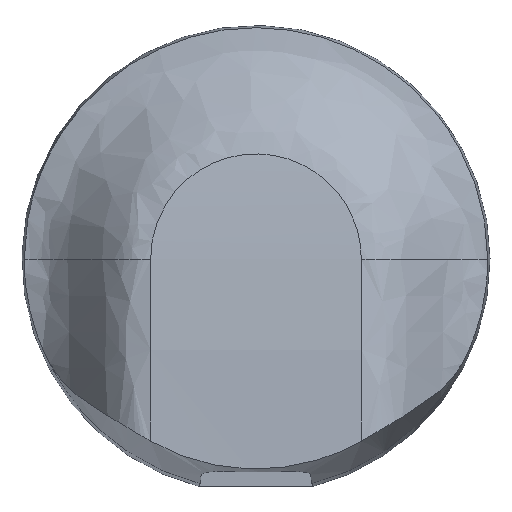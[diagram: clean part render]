
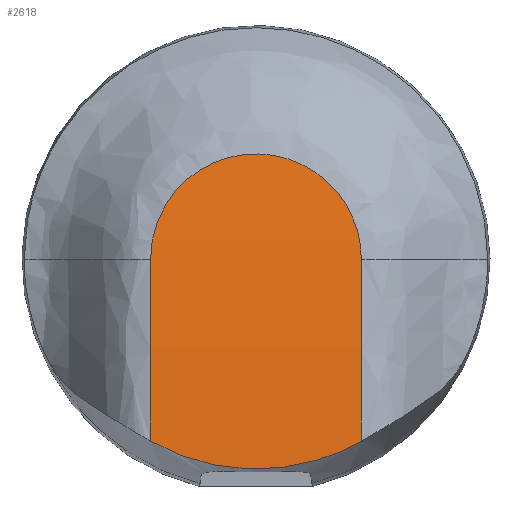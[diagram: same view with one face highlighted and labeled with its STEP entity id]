
A CAD part, top view. The second image highlights one B-rep face of the part: STEP entity #2618.
In plain terms, the highlighted free-form (B-spline) face has degree [2, 1] with [3, 2] control points.
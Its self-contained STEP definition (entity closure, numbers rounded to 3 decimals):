
#2286=CARTESIAN_POINT('Vertex',(-12.,0.,19.193)) ;
#2290=CARTESIAN_POINT('Control Point',(-12.,0.,19.193)) ;
#2291=CARTESIAN_POINT('Control Point',(-12.,1.703,18.894)) ;
#2292=CARTESIAN_POINT('Control Point',(-11.698,3.403,18.575)) ;
#2293=CARTESIAN_POINT('Control Point',(-11.097,5.029,18.249)) ;
#2294=CARTESIAN_POINT('Control Point',(-9.355,7.984,17.626)) ;
#2295=CARTESIAN_POINT('Control Point',(-6.693,10.176,17.124)) ;
#2296=CARTESIAN_POINT('Control Point',(-5.186,11.024,16.923)) ;
#2297=CARTESIAN_POINT('Control Point',(-1.941,12.144,16.653)) ;
#2298=CARTESIAN_POINT('Control Point',(1.501,12.087,16.666)) ;
#2299=CARTESIAN_POINT('Control Point',(3.187,11.754,16.748)) ;
#2300=CARTESIAN_POINT('Control Point',(7.132,10.217,17.118)) ;
#2301=CARTESIAN_POINT('Control Point',(10.113,7.159,17.809)) ;
#2302=CARTESIAN_POINT('Control Point',(11.368,4.92,18.287)) ;
#2303=CARTESIAN_POINT('Control Point',(12.,2.464,18.76)) ;
#2304=CARTESIAN_POINT('Control Point',(12.,0.,19.193)) ;
#2305=CARTESIAN_POINT('Vertex',(12.,0.,19.193)) ;
#2362=CARTESIAN_POINT('Control Point',(12.,-20.709,21.697)) ;
#2363=CARTESIAN_POINT('Control Point',(12.,-13.752,21.23)) ;
#2364=CARTESIAN_POINT('Control Point',(12.,-6.84,20.396)) ;
#2365=CARTESIAN_POINT('Control Point',(12.,0.,19.193)) ;
#2366=CARTESIAN_POINT('Vertex',(12.,-20.709,21.697)) ;
#2456=CARTESIAN_POINT('Control Point',(-12.,-20.709,21.697)) ;
#2457=CARTESIAN_POINT('Control Point',(-7.64,-23.198,21.864)) ;
#2458=CARTESIAN_POINT('Control Point',(-2.642,-24.564,21.914)) ;
#2459=CARTESIAN_POINT('Control Point',(2.621,-24.569,21.914)) ;
#2460=CARTESIAN_POINT('Control Point',(7.632,-23.203,21.864)) ;
#2461=CARTESIAN_POINT('Control Point',(12.,-20.709,21.697)) ;
#2462=CARTESIAN_POINT('Vertex',(-12.,-20.709,21.697)) ;
#2523=CARTESIAN_POINT('Control Point',(-12.,-20.709,21.697)) ;
#2524=CARTESIAN_POINT('Control Point',(-12.,-13.752,21.23)) ;
#2525=CARTESIAN_POINT('Control Point',(-12.,-6.84,20.396)) ;
#2526=CARTESIAN_POINT('Control Point',(-12.,0.,19.193)) ;
#2606=CARTESIAN_POINT('Control Point',(-28.,32.398,10.551)) ;
#2607=CARTESIAN_POINT('Control Point',(28.,32.398,10.551)) ;
#2608=CARTESIAN_POINT('Control Point',(-28.,3.839,20.854)) ;
#2609=CARTESIAN_POINT('Control Point',(28.,3.839,20.854)) ;
#2610=CARTESIAN_POINT('Control Point',(-28.,-26.5,22.)) ;
#2611=CARTESIAN_POINT('Control Point',(28.,-26.5,22.)) ;
#2613=ORIENTED_EDGE('',*,*,#2368,.T.) ;
#2614=ORIENTED_EDGE('',*,*,#2307,.T.) ;
#2615=ORIENTED_EDGE('',*,*,#2527,.F.) ;
#2616=ORIENTED_EDGE('',*,*,#2464,.F.) ;
#2618=ADVANCED_FACE('0043B49.1\\enjoliveur sortie de cable',(#2617),#2605,.T.) ;
#2289=B_SPLINE_CURVE_WITH_KNOTS('',5,(#2290,#2291,#2292,#2293,#2294,#2295,#2296,#2297,#2298,#2299,#2300,#2301,#2302,#2303,#2304),.UNSPECIFIED.,.F.,.U.,(6,3,3,3,6),(0.,17.049,33.855,50.458,75.121),.UNSPECIFIED.) ;
#2361=B_SPLINE_CURVE_WITH_KNOTS('',3,(#2362,#2363,#2364,#2365),.UNSPECIFIED.,.F.,.U.,(4,4),(0.,29.416),.UNSPECIFIED.) ;
#2455=B_SPLINE_CURVE_WITH_KNOTS('',5,(#2456,#2457,#2458,#2459,#2460,#2461),.UNSPECIFIED.,.F.,.U.,(6,6),(0.011,35.475),.UNSPECIFIED.) ;
#2522=B_SPLINE_CURVE_WITH_KNOTS('',3,(#2523,#2524,#2525,#2526),.UNSPECIFIED.,.F.,.U.,(4,4),(0.,29.416),.UNSPECIFIED.) ;
#2605=B_SPLINE_SURFACE_WITH_KNOTS('',2,1,((#2606,#2607),(#2608,#2609),(#2610,#2611)),.UNSPECIFIED.,.F.,.F.,.U.,(3,3),(2,2),(0.,60.),(-28.,28.),.UNSPECIFIED.) ;
#2307=EDGE_CURVE('',#2306,#2287,#2289,.F.) ;
#2368=EDGE_CURVE('',#2367,#2306,#2361,.T.) ;
#2464=EDGE_CURVE('',#2367,#2463,#2455,.F.) ;
#2527=EDGE_CURVE('',#2463,#2287,#2522,.T.) ;
#2612=EDGE_LOOP('',(#2613,#2614,#2615,#2616)) ;
#2617=FACE_OUTER_BOUND('',#2612,.T.) ;
#2287=VERTEX_POINT('',#2286) ;
#2306=VERTEX_POINT('',#2305) ;
#2367=VERTEX_POINT('',#2366) ;
#2463=VERTEX_POINT('',#2462) ;
